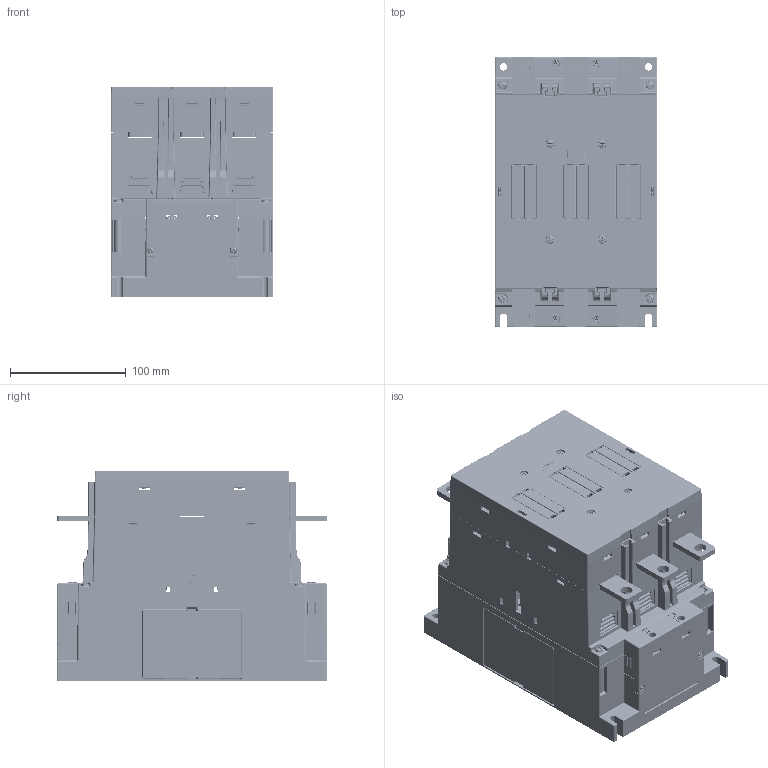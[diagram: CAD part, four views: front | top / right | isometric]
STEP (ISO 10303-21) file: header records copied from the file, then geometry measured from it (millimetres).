
FILE_DESCRIPTION(/* description */ (''),/* implementation_level */ '2;1');
FILE_NAME(/* name */ 'FILE_STP_CAD_DRAWING_3d_BF26500-40000_prt.stp',/* time_stamp */ '2023-03-03T13:35:58+01:00',/* author */ (''),/* organization */ (''),/* preprocessor_version */ 'ST-DEVELOPER v16.7',/* originating_system */ 'SIEMENS PLM Software NX 12.0',/* authorisation */ '');
FILE_SCHEMA (('AUTOMOTIVE_DESIGN { 1 0 10303 214 3 1 1 1 }'));
Products named in the file (1): 3d_BF26500-40000
Bounding box: 140 x 233 x 181.5 mm (x, y, z)
Surface area: 558781.5 mm2 (no closed solid volume)
Topology: 0 solids, 52 shells, 4966 faces, 18884 edges, 13782 vertices
Faces by surface type: plane 2764, cylinder 1267, cone 448, bspline 275, torus 110, sphere 84, extrusion 18
Full cylindrical faces by diameter (mm): 2.345 x4, 2.4 x4, 2.7 x1, 2.85 x4, 2.9 x4, 3 x8, 3.4 x4, 3.48 x4, 3.5 x4, 3.54 x4, 3.8 x4, 4 x4, 4.1 x4, 5.3 x4, 6.2 x4, 10.5 x6
Entity records: 253092 total; most frequent: CARTESIAN_POINT 96979, DIRECTION 32025, ORIENTED_EDGE 30259, EDGE_CURVE 18527, VERTEX_POINT 13685, VECTOR 11775, LINE 11757, AXIS2_PLACEMENT_3D 10125
